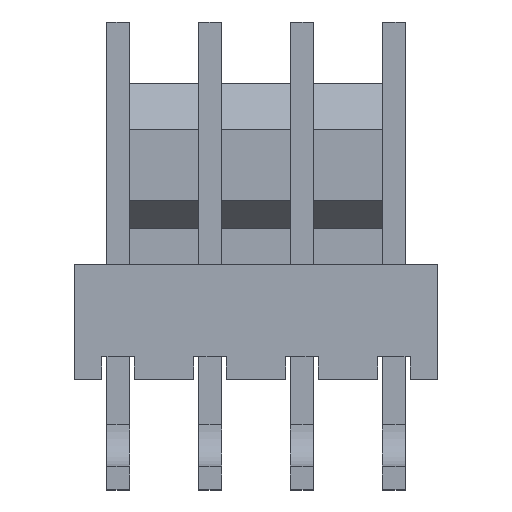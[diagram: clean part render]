
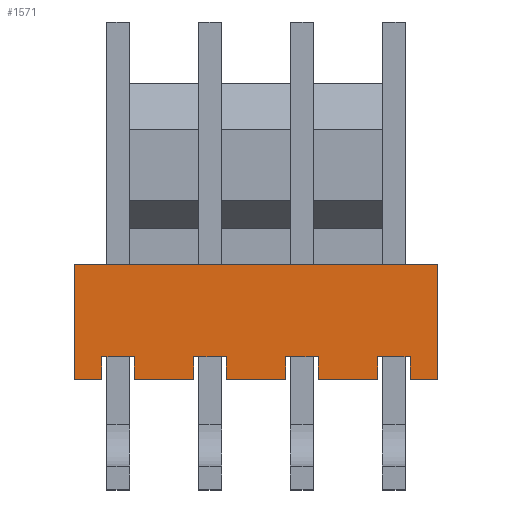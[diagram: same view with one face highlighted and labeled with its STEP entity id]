
A CAD part, top view. The second image highlights one B-rep face of the part: STEP entity #1571.
In plain terms, the highlighted planar face has unit normal (0, 0, 1).
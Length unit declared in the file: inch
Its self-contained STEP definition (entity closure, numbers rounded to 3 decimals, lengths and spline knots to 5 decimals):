
#114=VERTEX_POINT('',#2105);
#116=VERTEX_POINT('',#2109);
#121=VERTEX_POINT('',#2121);
#122=VERTEX_POINT('',#2122);
#123=VERTEX_POINT('',#2124);
#124=VERTEX_POINT('',#2126);
#125=VERTEX_POINT('',#2128);
#126=VERTEX_POINT('',#2131);
#127=VERTEX_POINT('',#2133);
#128=VERTEX_POINT('',#2135);
#129=VERTEX_POINT('',#2137);
#130=VERTEX_POINT('',#2139);
#131=VERTEX_POINT('',#2141);
#132=VERTEX_POINT('',#2143);
#133=VERTEX_POINT('',#2145);
#134=VERTEX_POINT('',#2147);
#135=VERTEX_POINT('',#2149);
#136=VERTEX_POINT('',#2151);
#137=VERTEX_POINT('',#2153);
#138=VERTEX_POINT('',#2155);
#270=VECTOR('',#1768,1.);
#275=VECTOR('',#1774,1.);
#276=VECTOR('',#1775,1.);
#277=VECTOR('',#1776,1.);
#278=VECTOR('',#1777,1.);
#279=VECTOR('',#1778,1.);
#280=VECTOR('',#1779,1.);
#281=VECTOR('',#1780,1.);
#282=VECTOR('',#1781,1.);
#283=VECTOR('',#1782,1.);
#284=VECTOR('',#1783,1.);
#285=VECTOR('',#1784,1.);
#286=VECTOR('',#1785,1.);
#287=VECTOR('',#1786,1.);
#288=VECTOR('',#1787,1.);
#289=VECTOR('',#1788,1.);
#290=VECTOR('',#1789,1.);
#291=VECTOR('',#1790,1.);
#292=VECTOR('',#1791,1.);
#293=VECTOR('',#1792,1.);
#475=LINE('',#2110,#270);
#480=LINE('',#2120,#275);
#481=LINE('',#2123,#276);
#482=LINE('',#2125,#277);
#483=LINE('',#2127,#278);
#484=LINE('',#2129,#279);
#485=LINE('',#2130,#280);
#486=LINE('',#2132,#281);
#487=LINE('',#2134,#282);
#488=LINE('',#2136,#283);
#489=LINE('',#2138,#284);
#490=LINE('',#2140,#285);
#491=LINE('',#2142,#286);
#492=LINE('',#2144,#287);
#493=LINE('',#2146,#288);
#494=LINE('',#2148,#289);
#495=LINE('',#2150,#290);
#496=LINE('',#2152,#291);
#497=LINE('',#2154,#292);
#498=LINE('',#2156,#293);
#680=EDGE_CURVE('',#114,#116,#475,.T.);
#685=EDGE_CURVE('',#121,#122,#480,.T.);
#686=EDGE_CURVE('',#123,#121,#481,.T.);
#687=EDGE_CURVE('',#123,#124,#482,.T.);
#688=EDGE_CURVE('',#125,#124,#483,.T.);
#689=EDGE_CURVE('',#114,#125,#484,.T.);
#690=EDGE_CURVE('',#116,#126,#485,.T.);
#691=EDGE_CURVE('',#126,#127,#486,.T.);
#692=EDGE_CURVE('',#128,#127,#487,.T.);
#693=EDGE_CURVE('',#129,#128,#488,.T.);
#694=EDGE_CURVE('',#129,#130,#489,.T.);
#695=EDGE_CURVE('',#130,#131,#490,.T.);
#696=EDGE_CURVE('',#132,#131,#491,.T.);
#697=EDGE_CURVE('',#133,#132,#492,.T.);
#698=EDGE_CURVE('',#133,#134,#493,.T.);
#699=EDGE_CURVE('',#134,#135,#494,.T.);
#700=EDGE_CURVE('',#136,#135,#495,.T.);
#701=EDGE_CURVE('',#137,#136,#496,.T.);
#702=EDGE_CURVE('',#137,#138,#497,.T.);
#703=EDGE_CURVE('',#138,#122,#498,.T.);
#922=ORIENTED_EDGE('',*,*,#685,.F.);
#923=ORIENTED_EDGE('',*,*,#686,.F.);
#924=ORIENTED_EDGE('',*,*,#687,.T.);
#925=ORIENTED_EDGE('',*,*,#688,.F.);
#926=ORIENTED_EDGE('',*,*,#689,.F.);
#927=ORIENTED_EDGE('',*,*,#680,.T.);
#928=ORIENTED_EDGE('',*,*,#690,.T.);
#929=ORIENTED_EDGE('',*,*,#691,.T.);
#930=ORIENTED_EDGE('',*,*,#692,.F.);
#931=ORIENTED_EDGE('',*,*,#693,.F.);
#932=ORIENTED_EDGE('',*,*,#694,.T.);
#933=ORIENTED_EDGE('',*,*,#695,.T.);
#934=ORIENTED_EDGE('',*,*,#696,.F.);
#935=ORIENTED_EDGE('',*,*,#697,.F.);
#936=ORIENTED_EDGE('',*,*,#698,.T.);
#937=ORIENTED_EDGE('',*,*,#699,.T.);
#938=ORIENTED_EDGE('',*,*,#700,.F.);
#939=ORIENTED_EDGE('',*,*,#701,.F.);
#940=ORIENTED_EDGE('',*,*,#702,.T.);
#941=ORIENTED_EDGE('',*,*,#703,.T.);
#1390=EDGE_LOOP('',(#922,#923,#924,#925,#926,#927,#928,#929,#930,#931,#932,
#933,#934,#935,#936,#937,#938,#939,#940,#941));
#1481=FACE_BOUND('',#1390,.T.);
#1571=ADVANCED_FACE('',(#1481),#2567,.T.);
#1660=AXIS2_PLACEMENT_3D('',#2119,#1773,$);
#1768=DIRECTION('',(0.,-1.,0.));
#1773=DIRECTION('',(0.,0.,1.));
#1774=DIRECTION('',(-1.,0.,0.));
#1775=DIRECTION('',(0.,1.,0.));
#1776=DIRECTION('',(1.,0.,0.));
#1777=DIRECTION('',(0.,-1.,0.));
#1778=DIRECTION('',(1.,0.,0.));
#1779=DIRECTION('',(1.,0.,0.));
#1780=DIRECTION('',(0.,1.,0.));
#1781=DIRECTION('',(-1.,0.,0.));
#1782=DIRECTION('',(0.,1.,0.));
#1783=DIRECTION('',(1.,0.,0.));
#1784=DIRECTION('',(0.,1.,0.));
#1785=DIRECTION('',(-1.,0.,0.));
#1786=DIRECTION('',(0.,1.,0.));
#1787=DIRECTION('',(1.,0.,0.));
#1788=DIRECTION('',(0.,1.,0.));
#1789=DIRECTION('',(-1.,0.,0.));
#1790=DIRECTION('',(0.,1.,0.));
#1791=DIRECTION('',(1.,0.,0.));
#1792=DIRECTION('',(0.,1.,0.));
#2105=CARTESIAN_POINT('',(-0.197,0.0625,0.125));
#2109=CARTESIAN_POINT('',(-0.197,-0.0625,0.125));
#2110=CARTESIAN_POINT('',(-0.197,0.0625,0.125));
#2119=CARTESIAN_POINT('',(-0.197,0.0625,0.125));
#2120=CARTESIAN_POINT('',(0.1675,-0.0375,0.125));
#2121=CARTESIAN_POINT('',(0.1675,-0.0375,0.125));
#2122=CARTESIAN_POINT('',(0.1325,-0.0375,0.125));
#2123=CARTESIAN_POINT('',(0.1675,-0.0625,0.125));
#2124=CARTESIAN_POINT('',(0.1675,-0.0625,0.125));
#2125=CARTESIAN_POINT('',(0.1675,-0.0625,0.125));
#2126=CARTESIAN_POINT('',(0.197,-0.0625,0.125));
#2127=CARTESIAN_POINT('',(0.197,0.0625,0.125));
#2128=CARTESIAN_POINT('',(0.197,0.0625,0.125));
#2129=CARTESIAN_POINT('',(-0.197,0.0625,0.125));
#2130=CARTESIAN_POINT('',(-0.197,-0.0625,0.125));
#2131=CARTESIAN_POINT('',(-0.1675,-0.0625,0.125));
#2132=CARTESIAN_POINT('',(-0.1675,-0.0625,0.125));
#2133=CARTESIAN_POINT('',(-0.1675,-0.0375,0.125));
#2134=CARTESIAN_POINT('',(-0.1325,-0.0375,0.125));
#2135=CARTESIAN_POINT('',(-0.1325,-0.0375,0.125));
#2136=CARTESIAN_POINT('',(-0.1325,-0.0625,0.125));
#2137=CARTESIAN_POINT('',(-0.1325,-0.0625,0.125));
#2138=CARTESIAN_POINT('',(-0.1325,-0.0625,0.125));
#2139=CARTESIAN_POINT('',(-0.0675,-0.0625,0.125));
#2140=CARTESIAN_POINT('',(-0.0675,-0.0625,0.125));
#2141=CARTESIAN_POINT('',(-0.0675,-0.0375,0.125));
#2142=CARTESIAN_POINT('',(-0.0325,-0.0375,0.125));
#2143=CARTESIAN_POINT('',(-0.0325,-0.0375,0.125));
#2144=CARTESIAN_POINT('',(-0.0325,-0.0625,0.125));
#2145=CARTESIAN_POINT('',(-0.0325,-0.0625,0.125));
#2146=CARTESIAN_POINT('',(-0.0325,-0.0625,0.125));
#2147=CARTESIAN_POINT('',(0.0325,-0.0625,0.125));
#2148=CARTESIAN_POINT('',(0.0325,-0.0625,0.125));
#2149=CARTESIAN_POINT('',(0.0325,-0.0375,0.125));
#2150=CARTESIAN_POINT('',(0.0675,-0.0375,0.125));
#2151=CARTESIAN_POINT('',(0.0675,-0.0375,0.125));
#2152=CARTESIAN_POINT('',(0.0675,-0.0625,0.125));
#2153=CARTESIAN_POINT('',(0.0675,-0.0625,0.125));
#2154=CARTESIAN_POINT('',(0.0675,-0.0625,0.125));
#2155=CARTESIAN_POINT('',(0.1325,-0.0625,0.125));
#2156=CARTESIAN_POINT('',(0.1325,-0.0625,0.125));
#2567=PLANE('',#1660);
